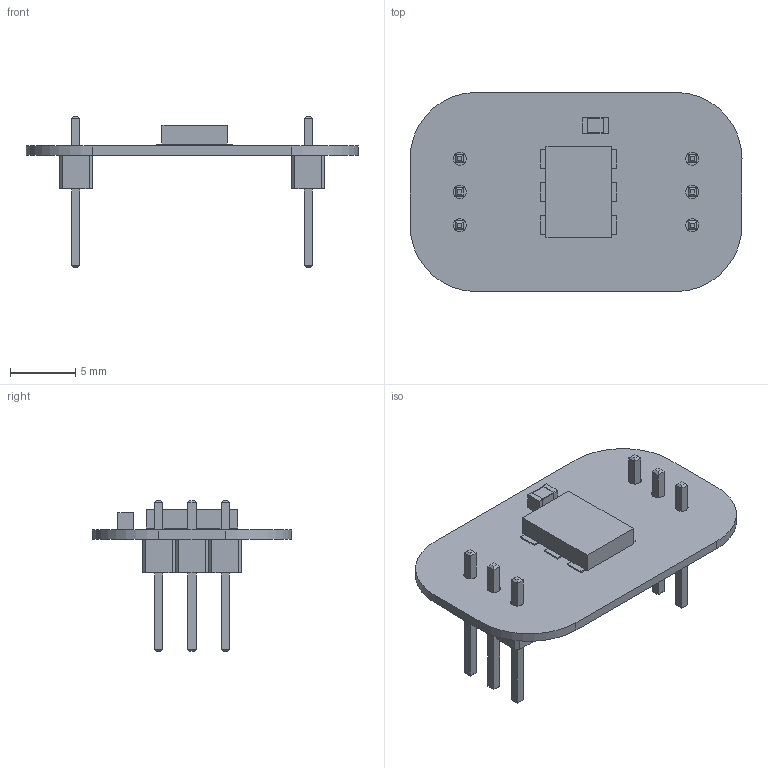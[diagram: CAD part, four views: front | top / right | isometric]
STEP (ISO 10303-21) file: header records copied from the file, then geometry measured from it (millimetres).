
FILE_DESCRIPTION(('KiCad electronic assembly'),'2;1');
FILE_NAME('Clock Oscillator.step','2024-08-23T19:57:47',('Pcbnew'),( 'Kicad'),'Open CASCADE STEP processor 7.8','KiCad to STEP converter' ,'Unknown');
FILE_SCHEMA(('AUTOMOTIVE_DESIGN { 1 0 10303 214 1 1 1 1 }'));
Length unit declared in the file: millimetre
Products named in the file (8): Clock Oscillator 1; C_0805_2012Metric; XLH735100.000000I; ASSEMBLY; PinHeader_1x03_P2.54mm_Vertical; PinHeader_1x03_P254mm_Vertical; Clock Oscillator_PCB
Assembly tree (8 placements, depth 3):
  Clock Oscillator 1
    C_0805_2012Metric
      C_0805_2012Metric
    XLH735100.000000I
      ASSEMBLY
    PinHeader_1x03_P2.54mm_Vertical  x2
      PinHeader_1x03_P254mm_Vertical
    Clock Oscillator_PCB
Bounding box: 25.4 x 15.24 x 11.54 mm (x, y, z)
Volume: 425.4 mm3; surface area: 1249.5 mm2
Topology: 11 solids, 11 shells, 238 faces, 558 edges, 356 vertices
Faces by surface type: plane 216, cylinder 22
Full cylindrical faces by diameter (mm): 1 x6
Entity records: 5438 total; most frequent: CARTESIAN_POINT 793, DIRECTION 764, ORIENTED_EDGE 756, EDGE_CURVE 378, LINE 334, VECTOR 334, VERTEX_POINT 244, AXIS2_PLACEMENT_3D 215
